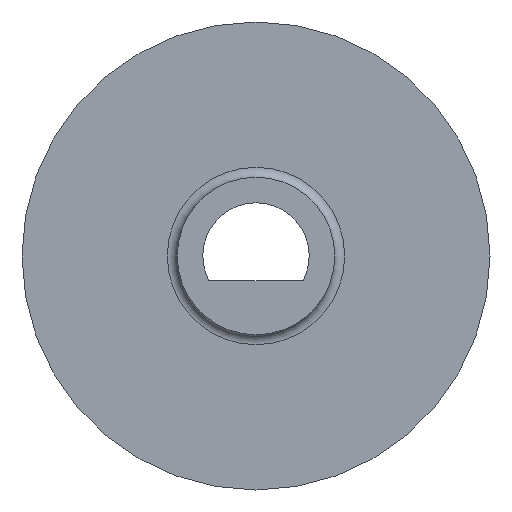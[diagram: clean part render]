
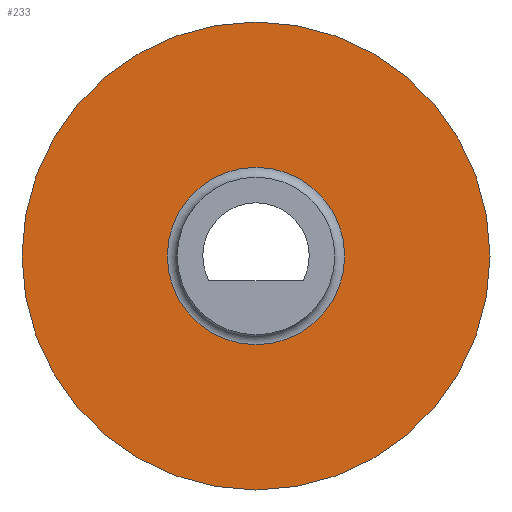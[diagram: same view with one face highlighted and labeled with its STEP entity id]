
A CAD part, front view. The second image highlights one B-rep face of the part: STEP entity #233.
In plain terms, the highlighted planar face has unit normal (0, -1, 0).
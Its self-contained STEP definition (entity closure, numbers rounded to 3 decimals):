
#20=FACE_BOUND('',#49,.T.);
#24=PLANE('',#265);
#32=FACE_OUTER_BOUND('',#48,.T.);
#48=EDGE_LOOP('',(#166));
#49=EDGE_LOOP('',(#167));
#93=CIRCLE('',#263,1.8);
#95=CIRCLE('',#266,4.75);
#110=VERTEX_POINT('',#378);
#112=VERTEX_POINT('',#384);
#130=EDGE_CURVE('',#110,#110,#93,.T.);
#133=EDGE_CURVE('',#112,#112,#95,.T.);
#166=ORIENTED_EDGE('',*,*,#133,.T.);
#167=ORIENTED_EDGE('',*,*,#130,.T.);
#233=ADVANCED_FACE('',(#32,#20),#24,.F.);
#263=AXIS2_PLACEMENT_3D('',#379,#299,#300);
#265=AXIS2_PLACEMENT_3D('',#383,#304,#305);
#266=AXIS2_PLACEMENT_3D('',#385,#306,#307);
#299=DIRECTION('center_axis',(0.,1.,0.));
#300=DIRECTION('ref_axis',(0.,0.,1.));
#304=DIRECTION('center_axis',(0.,1.,0.));
#305=DIRECTION('ref_axis',(0.,0.,1.));
#306=DIRECTION('center_axis',(0.,-1.,0.));
#307=DIRECTION('ref_axis',(0.,0.,1.));
#378=CARTESIAN_POINT('',(0.,1.3,-1.8));
#379=CARTESIAN_POINT('Origin',(0.,1.3,0.));
#383=CARTESIAN_POINT('Origin',(0.,1.3,0.));
#384=CARTESIAN_POINT('',(0.,1.3,-4.75));
#385=CARTESIAN_POINT('Origin',(0.,1.3,0.));
